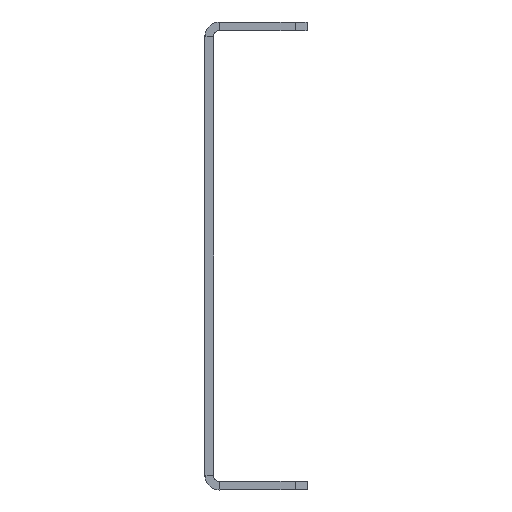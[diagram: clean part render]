
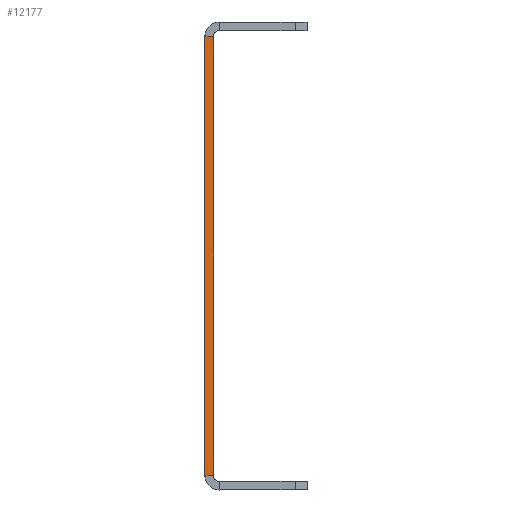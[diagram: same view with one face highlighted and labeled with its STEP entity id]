
A CAD part, left-side view. The second image highlights one B-rep face of the part: STEP entity #12177.
In plain terms, the highlighted planar face has unit normal (-1, 0, 0).
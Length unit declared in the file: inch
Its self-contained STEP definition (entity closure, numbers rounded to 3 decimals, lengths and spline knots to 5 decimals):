
#1239=FACE_OUTER_BOUND('',#1987,.T.);
#1987=EDGE_LOOP('',(#9604,#9605,#9606,#9607));
#2627=LINE('',#18088,#3879);
#2981=LINE('',#19444,#4233);
#2996=LINE('',#19612,#4248);
#3200=LINE('',#20418,#4452);
#3879=VECTOR('',#14241,2.344);
#4233=VECTOR('',#15271,0.046);
#4248=VECTOR('',#15288,2.344);
#4452=VECTOR('',#15894,0.046);
#5208=VERTEX_POINT('',#18085);
#5209=VERTEX_POINT('',#18087);
#5711=VERTEX_POINT('',#19354);
#5725=VERTEX_POINT('',#19610);
#6431=EDGE_CURVE('',#5209,#5208,#2627,.T.);
#7039=EDGE_CURVE('',#5208,#5711,#2981,.T.);
#7054=EDGE_CURVE('',#5725,#5711,#2996,.T.);
#7458=EDGE_CURVE('',#5209,#5725,#3200,.T.);
#9604=ORIENTED_EDGE('',*,*,#7039,.T.);
#9605=ORIENTED_EDGE('',*,*,#7054,.F.);
#9606=ORIENTED_EDGE('',*,*,#7458,.F.);
#9607=ORIENTED_EDGE('',*,*,#6431,.T.);
#11809=PLANE('',#13331);
#12177=ADVANCED_FACE('',(#1239),#11809,.F.);
#13331=AXIS2_PLACEMENT_3D('',#20417,#15892,#15893);
#14241=DIRECTION('',(0.,0.,1.));
#15271=DIRECTION('',(0.,1.,0.));
#15288=DIRECTION('',(0.,0.,1.));
#15892=DIRECTION('center_axis',(1.,0.,0.));
#15893=DIRECTION('ref_axis',(0.,0.,-1.));
#15894=DIRECTION('',(0.,1.,0.));
#18085=CARTESIAN_POINT('',(-1.04194,0.,1.80781));
#18087=CARTESIAN_POINT('',(-1.04194,0.,-0.53619));
#18088=CARTESIAN_POINT('',(-1.04194,0.,-0.53619));
#19354=CARTESIAN_POINT('',(-1.04194,0.046,1.80781));
#19444=CARTESIAN_POINT('',(-1.04194,0.,1.80781));
#19610=CARTESIAN_POINT('',(-1.04194,0.046,-0.53619));
#19612=CARTESIAN_POINT('',(-1.04194,0.046,-0.53619));
#20417=CARTESIAN_POINT('Origin',(-1.04194,0.046,-0.61419));
#20418=CARTESIAN_POINT('',(-1.04194,0.,-0.53619));
